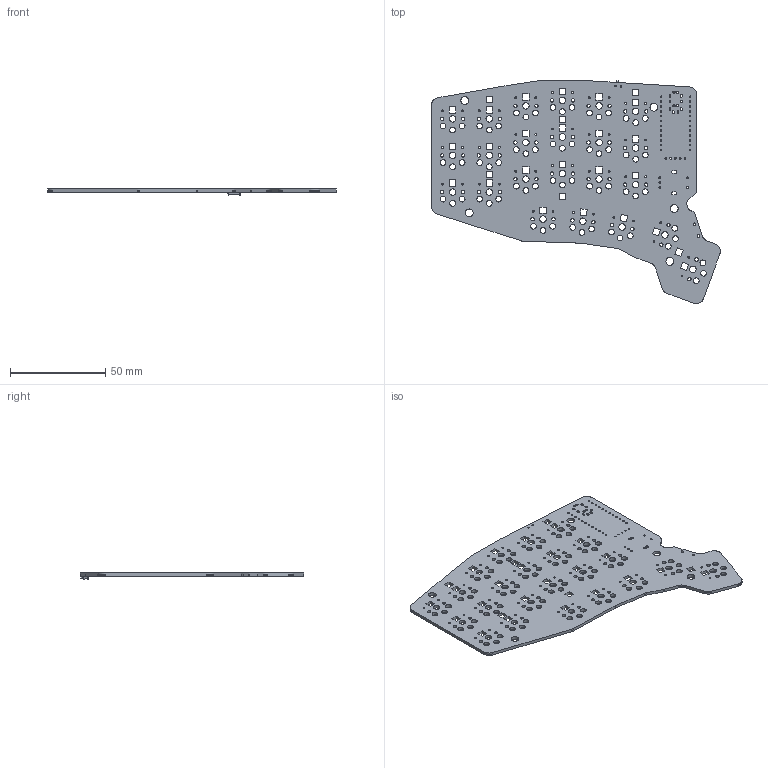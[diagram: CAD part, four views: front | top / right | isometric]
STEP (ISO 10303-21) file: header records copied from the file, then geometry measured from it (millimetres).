
FILE_DESCRIPTION(('KiCad electronic assembly'),'2;1');
FILE_NAME('keybear-chocolate.step','2023-09-27T22:24:44',('Pcbnew'),( 'Kicad'),'Open CASCADE STEP processor 7.7','KiCad to STEP converter' ,'Unknown');
FILE_SCHEMA(('AUTOMOTIVE_DESIGN { 1 0 10303 214 1 1 1 1 }'));
Length unit declared in the file: millimetre
Products named in the file (4): keybear-chocolate 1; SW_SPDT_PCM12; SOLID; _autosave-keybear-chocolate PCB
Assembly tree (3 placements, depth 3):
  keybear-chocolate 1
    SW_SPDT_PCM12
      SOLID
    _autosave-keybear-chocolate PCB
Bounding box: 151.38 x 117.08 x 3.15 mm (x, y, z)
Volume: 17267.4 mm3; surface area: 25474.8 mm2
Topology: 2 solids, 2 shells, 911 faces, 2656 edges, 1752 vertices
Faces by surface type: plane 667, cylinder 242, cone 2
Full cylindrical faces by diameter (mm): 0.8 x2, 0.813 x29, 0.9 x2, 1 x51, 1.2 x4, 1.3 x2, 1.8 x46, 3 x69, 3.4 x23, 4.1 x5
Entity records: 68224 total; most frequent: CARTESIAN_POINT 13707, DIRECTION 9802, LINE 7004, VECTOR 7004, ORIENTED_EDGE 5312, PCURVE 5312, DEFINITIONAL_REPRESENTATION 5312, EDGE_CURVE 2656
